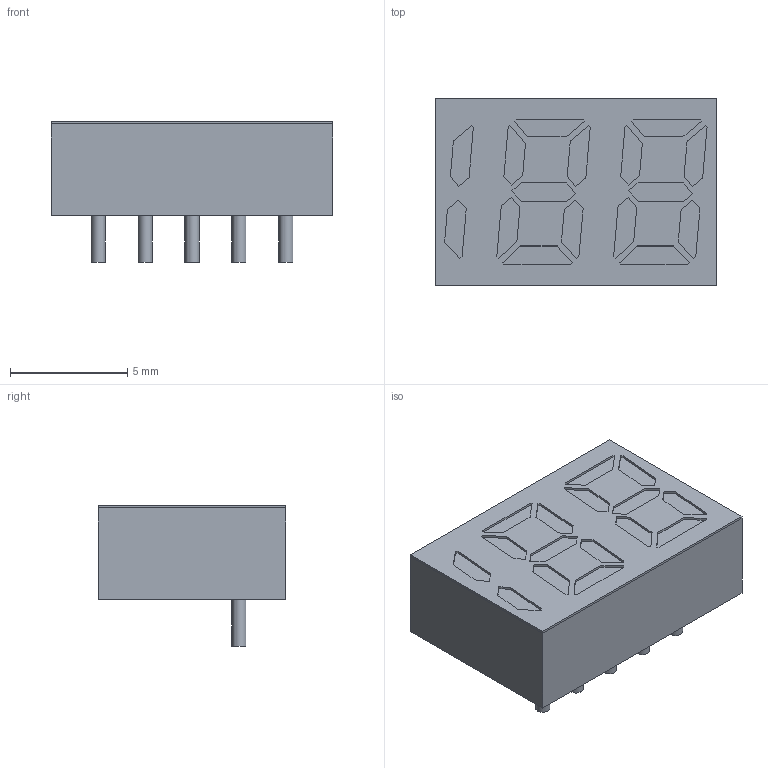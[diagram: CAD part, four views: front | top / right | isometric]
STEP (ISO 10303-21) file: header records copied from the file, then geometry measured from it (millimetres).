
FILE_DESCRIPTION(/* description */ (''),/* implementation_level */ '2;1');
FILE_NAME(/* name */ '188数码管.step',/* time_stamp */ '2022-01-24T11:10:26+08:00',/* author */ (''),/* organization */ (''),/* preprocessor_version */ 'ST-DEVELOPER v18.1',/* originating_system */ 'Autodesk Translation Framework v10.13.0.1454',/* authorisation */ '');
FILE_SCHEMA (('AUTOMOTIVE_DESIGN { 1 0 10303 214 3 1 1 }'));
Length unit declared in the file: millimetre
Products named in the file (1): 188数码管
Bounding box: 12 x 8 x 6 mm (x, y, z)
Volume: 384.1 mm3; surface area: 521 mm2
Topology: 7 solids, 7 shells, 123 faces, 327 edges, 218 vertices
Faces by surface type: plane 118, cylinder 5
Full cylindrical faces by diameter (mm): 0.6 x5
Entity records: 3863 total; most frequent: CARTESIAN_POINT 669, ORIENTED_EDGE 654, DIRECTION 585, EDGE_CURVE 327, LINE 317, VECTOR 317, VERTEX_POINT 218, EDGE_LOOP 155
